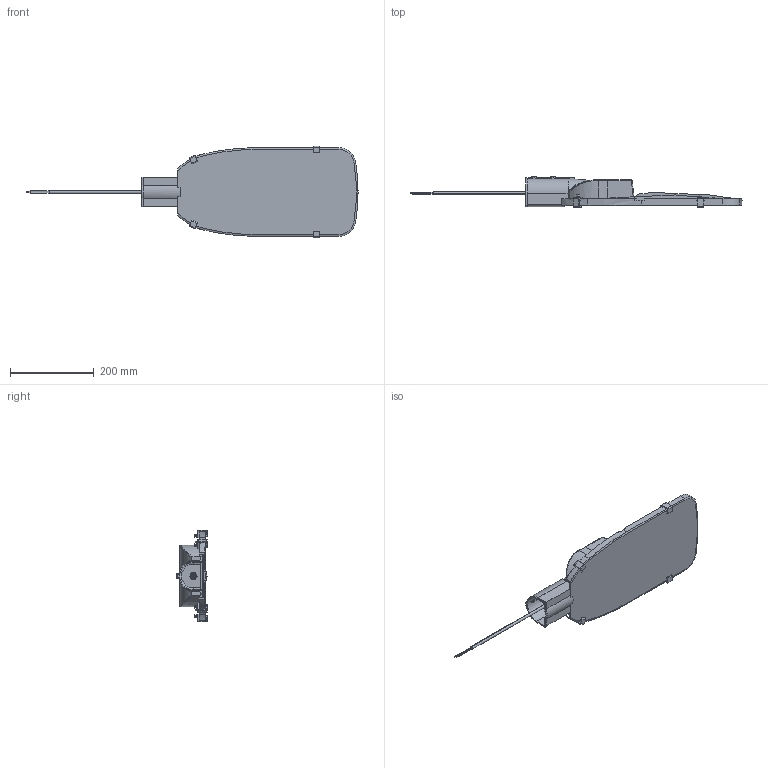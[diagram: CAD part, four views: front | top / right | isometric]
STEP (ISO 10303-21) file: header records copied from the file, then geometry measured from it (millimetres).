
FILE_DESCRIPTION (( 'STEP AP214' ), '1' );
FILE_NAME ('ﾄﾊﾓ1002-150ﾄ.STEP', '2019-03-21T13:37:05', ( '' ), ( '' ), 'SwSTEP 2.0', 'SolidWorks 2017', '' );
FILE_SCHEMA (( 'AUTOMOTIVE_DESIGN' ));
Length unit declared in the file: millimetre
Products named in the file (1): ﾄﾊﾓ1002-150ﾄ
Bounding box: 790.99 x 72.5 x 218 mm (x, y, z)
Volume: 2149118 mm3; surface area: 393402.9 mm2
Topology: 5 solids, 5 shells, 685 faces, 1814 edges, 1178 vertices
Faces by surface type: plane 349, cylinder 250, cone 48, bspline 19, torus 17, sphere 2
Entity records: 22922 total; most frequent: CARTESIAN_POINT 5517, DIRECTION 3715, ORIENTED_EDGE 3624, EDGE_CURVE 1812, AXIS2_PLACEMENT_3D 1332, VERTEX_POINT 1178, VECTOR 1051, LINE 1051
